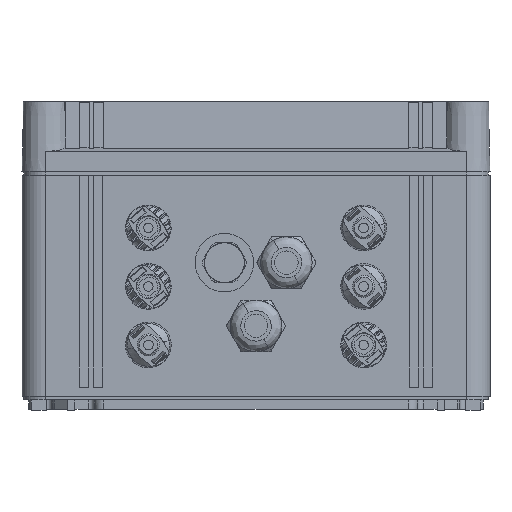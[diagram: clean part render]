
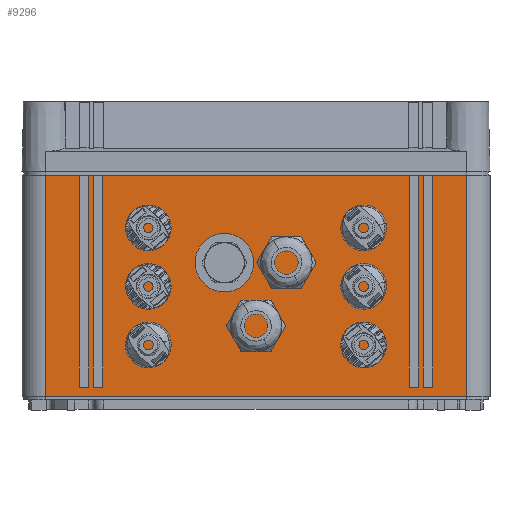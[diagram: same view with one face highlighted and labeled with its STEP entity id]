
A CAD part, front view. The second image highlights one B-rep face of the part: STEP entity #9296.
In plain terms, the highlighted planar face has unit normal (0, -1, 0).
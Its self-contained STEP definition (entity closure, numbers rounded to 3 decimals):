
#9246=AXIS2_PLACEMENT_3D('Plane Axis2P3D',#9243,#9244,#9245) ;
#9256=AXIS2_PLACEMENT_3D('Circle Axis2P3D',#9254,#9255,$) ;
#9265=AXIS2_PLACEMENT_3D('Circle Axis2P3D',#9263,#9264,$) ;
#36=CARTESIAN_POINT('Line Origine',(10.,39.25,105.5)) ;
#40=CARTESIAN_POINT('Vertex',(10.,39.25,100.)) ;
#42=CARTESIAN_POINT('Vertex',(10.,39.25,5.5)) ;
#104=CARTESIAN_POINT('Vertex',(190.,39.25,5.5)) ;
#107=CARTESIAN_POINT('Line Origine',(100.,39.25,5.5)) ;
#225=CARTESIAN_POINT('Vertex',(190.,39.25,100.)) ;
#228=CARTESIAN_POINT('Line Origine',(190.,39.25,105.5)) ;
#260=CARTESIAN_POINT('Line Origine',(100.,39.25,100.)) ;
#373=CARTESIAN_POINT('Vertex',(30.5,39.25,99.856)) ;
#387=CARTESIAN_POINT('Vertex',(34.5,39.25,99.856)) ;
#390=CARTESIAN_POINT('Line Origine',(32.5,39.25,99.856)) ;
#419=CARTESIAN_POINT('Vertex',(34.5,39.25,9.5)) ;
#422=CARTESIAN_POINT('Line Origine',(34.5,39.25,54.678)) ;
#451=CARTESIAN_POINT('Vertex',(30.5,39.25,9.5)) ;
#454=CARTESIAN_POINT('Line Origine',(32.5,39.25,9.5)) ;
#477=CARTESIAN_POINT('Line Origine',(30.5,39.25,54.678)) ;
#496=CARTESIAN_POINT('Vertex',(24.5,39.25,99.856)) ;
#510=CARTESIAN_POINT('Vertex',(28.5,39.25,99.856)) ;
#513=CARTESIAN_POINT('Line Origine',(26.5,39.25,99.856)) ;
#542=CARTESIAN_POINT('Vertex',(28.5,39.25,9.5)) ;
#545=CARTESIAN_POINT('Line Origine',(28.5,39.25,54.678)) ;
#569=CARTESIAN_POINT('Vertex',(24.5,39.25,9.5)) ;
#572=CARTESIAN_POINT('Line Origine',(26.5,39.25,9.5)) ;
#595=CARTESIAN_POINT('Line Origine',(24.5,39.25,54.678)) ;
#614=CARTESIAN_POINT('Vertex',(171.5,39.25,99.856)) ;
#628=CARTESIAN_POINT('Vertex',(175.5,39.25,99.856)) ;
#631=CARTESIAN_POINT('Line Origine',(173.5,39.25,99.856)) ;
#660=CARTESIAN_POINT('Vertex',(175.5,39.25,9.5)) ;
#663=CARTESIAN_POINT('Line Origine',(175.5,39.25,54.678)) ;
#687=CARTESIAN_POINT('Vertex',(171.5,39.25,9.5)) ;
#690=CARTESIAN_POINT('Line Origine',(173.5,39.25,9.5)) ;
#713=CARTESIAN_POINT('Line Origine',(171.5,39.25,54.678)) ;
#732=CARTESIAN_POINT('Vertex',(165.5,39.25,99.856)) ;
#746=CARTESIAN_POINT('Vertex',(169.5,39.25,99.856)) ;
#749=CARTESIAN_POINT('Line Origine',(167.5,39.25,99.856)) ;
#778=CARTESIAN_POINT('Vertex',(169.5,39.25,9.5)) ;
#781=CARTESIAN_POINT('Line Origine',(169.5,39.25,54.678)) ;
#805=CARTESIAN_POINT('Vertex',(165.5,39.25,9.5)) ;
#808=CARTESIAN_POINT('Line Origine',(167.5,39.25,9.5)) ;
#831=CARTESIAN_POINT('Line Origine',(165.5,39.25,54.678)) ;
#9243=CARTESIAN_POINT('Axis2P3D Location',(190.,39.25,105.5)) ;
#9254=CARTESIAN_POINT('Axis2P3D Location',(86.5,39.25,62.65)) ;
#9258=CARTESIAN_POINT('Vertex',(99.,39.25,62.65)) ;
#9260=CARTESIAN_POINT('Vertex',(74.,39.25,62.65)) ;
#9263=CARTESIAN_POINT('Axis2P3D Location',(86.5,39.25,62.65)) ;
#37=DIRECTION('Vector Direction',(0.,0.,-1.)) ;
#108=DIRECTION('Vector Direction',(-1.,0.,0.)) ;
#229=DIRECTION('Vector Direction',(0.,0.,-1.)) ;
#261=DIRECTION('Vector Direction',(-1.,0.,0.)) ;
#391=DIRECTION('Vector Direction',(-1.,0.,0.)) ;
#423=DIRECTION('Vector Direction',(0.,0.,1.)) ;
#455=DIRECTION('Vector Direction',(-1.,0.,0.)) ;
#478=DIRECTION('Vector Direction',(0.,0.,-1.)) ;
#514=DIRECTION('Vector Direction',(-1.,0.,0.)) ;
#546=DIRECTION('Vector Direction',(0.,0.,1.)) ;
#573=DIRECTION('Vector Direction',(-1.,0.,0.)) ;
#596=DIRECTION('Vector Direction',(0.,0.,-1.)) ;
#632=DIRECTION('Vector Direction',(-1.,0.,0.)) ;
#664=DIRECTION('Vector Direction',(0.,0.,1.)) ;
#691=DIRECTION('Vector Direction',(-1.,0.,0.)) ;
#714=DIRECTION('Vector Direction',(0.,0.,-1.)) ;
#750=DIRECTION('Vector Direction',(-1.,0.,0.)) ;
#782=DIRECTION('Vector Direction',(0.,0.,1.)) ;
#809=DIRECTION('Vector Direction',(-1.,0.,0.)) ;
#832=DIRECTION('Vector Direction',(0.,0.,-1.)) ;
#9244=DIRECTION('Axis2P3D Direction',(0.,-1.,0.)) ;
#9245=DIRECTION('Axis2P3D XDirection',(-1.,0.,0.)) ;
#9255=DIRECTION('Axis2P3D Direction',(0.,-1.,0.)) ;
#9264=DIRECTION('Axis2P3D Direction',(0.,-1.,0.)) ;
#38=VECTOR('Line Direction',#37,1.) ;
#109=VECTOR('Line Direction',#108,1.) ;
#230=VECTOR('Line Direction',#229,1.) ;
#262=VECTOR('Line Direction',#261,1.) ;
#392=VECTOR('Line Direction',#391,1.) ;
#424=VECTOR('Line Direction',#423,1.) ;
#456=VECTOR('Line Direction',#455,1.) ;
#479=VECTOR('Line Direction',#478,1.) ;
#515=VECTOR('Line Direction',#514,1.) ;
#547=VECTOR('Line Direction',#546,1.) ;
#574=VECTOR('Line Direction',#573,1.) ;
#597=VECTOR('Line Direction',#596,1.) ;
#633=VECTOR('Line Direction',#632,1.) ;
#665=VECTOR('Line Direction',#664,1.) ;
#692=VECTOR('Line Direction',#691,1.) ;
#715=VECTOR('Line Direction',#714,1.) ;
#751=VECTOR('Line Direction',#750,1.) ;
#783=VECTOR('Line Direction',#782,1.) ;
#810=VECTOR('Line Direction',#809,1.) ;
#833=VECTOR('Line Direction',#832,1.) ;
#9249=ORIENTED_EDGE('',*,*,#44,.T.) ;
#9250=ORIENTED_EDGE('',*,*,#111,.F.) ;
#9251=ORIENTED_EDGE('',*,*,#232,.F.) ;
#9252=ORIENTED_EDGE('',*,*,#264,.F.) ;
#9269=ORIENTED_EDGE('',*,*,#9262,.F.) ;
#9270=ORIENTED_EDGE('',*,*,#9267,.F.) ;
#9273=ORIENTED_EDGE('',*,*,#394,.F.) ;
#9274=ORIENTED_EDGE('',*,*,#426,.F.) ;
#9275=ORIENTED_EDGE('',*,*,#458,.T.) ;
#9276=ORIENTED_EDGE('',*,*,#481,.F.) ;
#9279=ORIENTED_EDGE('',*,*,#517,.F.) ;
#9280=ORIENTED_EDGE('',*,*,#549,.F.) ;
#9281=ORIENTED_EDGE('',*,*,#576,.T.) ;
#9282=ORIENTED_EDGE('',*,*,#599,.F.) ;
#9285=ORIENTED_EDGE('',*,*,#635,.F.) ;
#9286=ORIENTED_EDGE('',*,*,#667,.F.) ;
#9287=ORIENTED_EDGE('',*,*,#694,.T.) ;
#9288=ORIENTED_EDGE('',*,*,#717,.F.) ;
#9291=ORIENTED_EDGE('',*,*,#753,.F.) ;
#9292=ORIENTED_EDGE('',*,*,#785,.F.) ;
#9293=ORIENTED_EDGE('',*,*,#812,.T.) ;
#9294=ORIENTED_EDGE('',*,*,#835,.F.) ;
#9271=FACE_BOUND('',#9268,.T.) ;
#9277=FACE_BOUND('',#9272,.T.) ;
#9283=FACE_BOUND('',#9278,.T.) ;
#9289=FACE_BOUND('',#9284,.T.) ;
#9295=FACE_BOUND('',#9290,.T.) ;
#9296=ADVANCED_FACE('GEHAEUSEUNTERTEIL',(#9253,#9271,#9277,#9283,#9289,#9295),#9247,.T.) ;
#9257=CIRCLE('generated circle',#9256,12.5) ;
#9266=CIRCLE('generated circle',#9265,12.5) ;
#44=EDGE_CURVE('',#41,#43,#39,.T.) ;
#111=EDGE_CURVE('',#105,#43,#110,.T.) ;
#232=EDGE_CURVE('',#226,#105,#231,.T.) ;
#264=EDGE_CURVE('',#41,#226,#263,.F.) ;
#394=EDGE_CURVE('',#388,#374,#393,.T.) ;
#426=EDGE_CURVE('',#420,#388,#425,.T.) ;
#458=EDGE_CURVE('',#420,#452,#457,.T.) ;
#481=EDGE_CURVE('',#374,#452,#480,.T.) ;
#517=EDGE_CURVE('',#511,#497,#516,.T.) ;
#549=EDGE_CURVE('',#543,#511,#548,.T.) ;
#576=EDGE_CURVE('',#543,#570,#575,.T.) ;
#599=EDGE_CURVE('',#497,#570,#598,.T.) ;
#635=EDGE_CURVE('',#629,#615,#634,.T.) ;
#667=EDGE_CURVE('',#661,#629,#666,.T.) ;
#694=EDGE_CURVE('',#661,#688,#693,.T.) ;
#717=EDGE_CURVE('',#615,#688,#716,.T.) ;
#753=EDGE_CURVE('',#747,#733,#752,.T.) ;
#785=EDGE_CURVE('',#779,#747,#784,.T.) ;
#812=EDGE_CURVE('',#779,#806,#811,.T.) ;
#835=EDGE_CURVE('',#733,#806,#834,.T.) ;
#9262=EDGE_CURVE('',#9259,#9261,#9257,.T.) ;
#9267=EDGE_CURVE('',#9261,#9259,#9266,.T.) ;
#9248=EDGE_LOOP('',(#9249,#9250,#9251,#9252)) ;
#9268=EDGE_LOOP('',(#9269,#9270)) ;
#9272=EDGE_LOOP('',(#9273,#9274,#9275,#9276)) ;
#9278=EDGE_LOOP('',(#9279,#9280,#9281,#9282)) ;
#9284=EDGE_LOOP('',(#9285,#9286,#9287,#9288)) ;
#9290=EDGE_LOOP('',(#9291,#9292,#9293,#9294)) ;
#9253=FACE_OUTER_BOUND('',#9248,.T.) ;
#39=LINE('Line',#36,#38) ;
#110=LINE('Line',#107,#109) ;
#231=LINE('Line',#228,#230) ;
#263=LINE('Line',#260,#262) ;
#393=LINE('Line',#390,#392) ;
#425=LINE('Line',#422,#424) ;
#457=LINE('Line',#454,#456) ;
#480=LINE('Line',#477,#479) ;
#516=LINE('Line',#513,#515) ;
#548=LINE('Line',#545,#547) ;
#575=LINE('Line',#572,#574) ;
#598=LINE('Line',#595,#597) ;
#634=LINE('Line',#631,#633) ;
#666=LINE('Line',#663,#665) ;
#693=LINE('Line',#690,#692) ;
#716=LINE('Line',#713,#715) ;
#752=LINE('Line',#749,#751) ;
#784=LINE('Line',#781,#783) ;
#811=LINE('Line',#808,#810) ;
#834=LINE('Line',#831,#833) ;
#9247=PLANE('',#9246) ;
#41=VERTEX_POINT('',#40) ;
#43=VERTEX_POINT('',#42) ;
#105=VERTEX_POINT('',#104) ;
#226=VERTEX_POINT('',#225) ;
#374=VERTEX_POINT('',#373) ;
#388=VERTEX_POINT('',#387) ;
#420=VERTEX_POINT('',#419) ;
#452=VERTEX_POINT('',#451) ;
#497=VERTEX_POINT('',#496) ;
#511=VERTEX_POINT('',#510) ;
#543=VERTEX_POINT('',#542) ;
#570=VERTEX_POINT('',#569) ;
#615=VERTEX_POINT('',#614) ;
#629=VERTEX_POINT('',#628) ;
#661=VERTEX_POINT('',#660) ;
#688=VERTEX_POINT('',#687) ;
#733=VERTEX_POINT('',#732) ;
#747=VERTEX_POINT('',#746) ;
#779=VERTEX_POINT('',#778) ;
#806=VERTEX_POINT('',#805) ;
#9259=VERTEX_POINT('',#9258) ;
#9261=VERTEX_POINT('',#9260) ;
